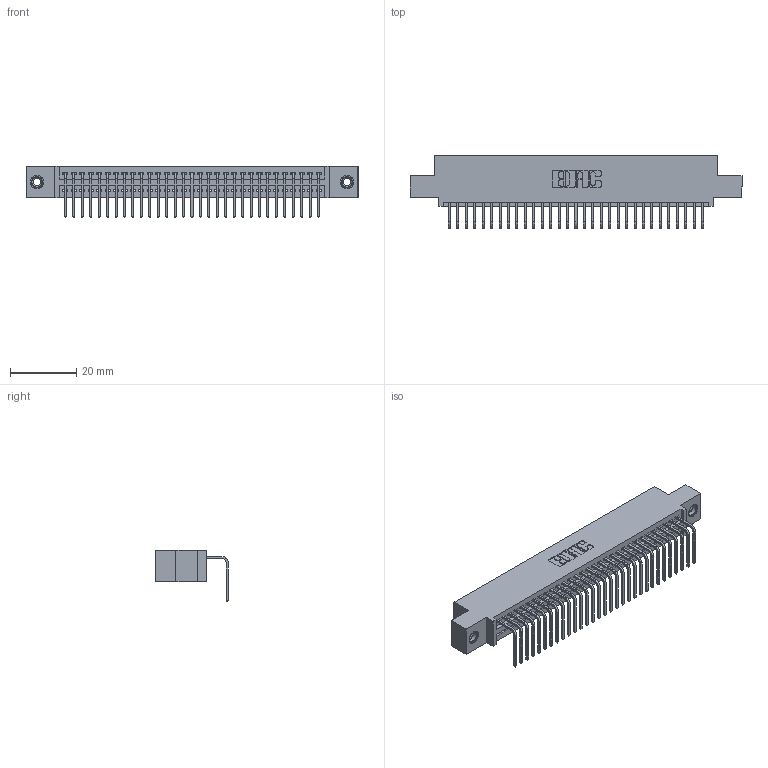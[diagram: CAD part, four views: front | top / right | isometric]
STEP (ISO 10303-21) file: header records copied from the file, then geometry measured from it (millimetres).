
FILE_DESCRIPTION (( 'STEP AP203' ), '1' );
FILE_NAME ('345-031-558-408.STEP', '2019-10-10T14:26:04', ( '' ), ( '' ), 'SwSTEP 2.0', 'SolidWorks 2016', '' );
FILE_SCHEMA (( 'CONFIG_CONTROL_DESIGN' ));
Length unit declared in the file: inch
Products named in the file (4): 345 Part_0.110 Offset - 0.156 Dia-TI; 345-292-001_558 Tail - 2; 345-250-001_345-250-003-102; 345-031-558-408
Assembly tree (34 placements, depth 2):
  345-031-558-408
    345 Part_0.110 Offset - 0.156 Dia-TI
    345-292-001_558 Tail - 2  x31
    345-250-001_345-250-003-102  x2
Bounding box: 99.95 x 21.83 x 15.37 mm (x, y, z)
Volume: 9426.6 mm3; surface area: 13085.5 mm2
Topology: 34 solids, 34 shells, 2050 faces, 6131 edges, 4038 vertices
Faces by surface type: plane 1418, cylinder 616, cone 12, torus 4
Entity records: 26214 total; most frequent: CARTESIAN_POINT 4524, ORIENTED_EDGE 4482, DIRECTION 3993, EDGE_CURVE 2241, VECTOR 1965, LINE 1965, VERTEX_POINT 1488, AXIS2_PLACEMENT_3D 1014
